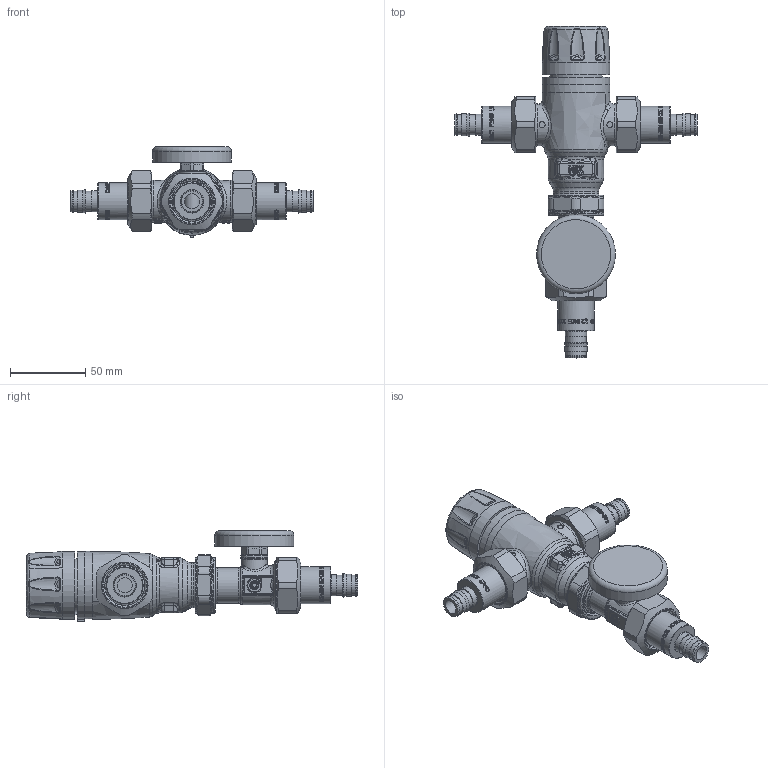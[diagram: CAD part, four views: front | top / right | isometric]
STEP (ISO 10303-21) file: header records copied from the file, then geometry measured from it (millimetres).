
FILE_DESCRIPTION(/* description */ (''),/* implementation_level */ '2;1');
FILE_NAME(/* name */ '521418A.stp',/* time_stamp */ '2025-06-12T12:42:25-05:00',/* author */ ('ischreiner'),/* organization */ (''),/* preprocessor_version */ 'ST-DEVELOPER v20',/* originating_system */ 'Autodesk Inventor 2024',/* authorisation */ '');
FILE_SCHEMA (('AUTOMOTIVE_DESIGN { 1 0 10303 214 3 1 1 }'));
Products named in the file (9): 521418A; 521101A; F61008 - 1 inch union nut; F0000698 1 inch slip nut; NA11031 Temp Gauge; F0002466 probe asm 1 inch union; F0000603 probe with 1 inch male G thread; F0002386 drywell tin plated; F0015058 PEX exp 0.5 tailpiece for check
Assembly tree (12 placements, depth 3):
  521418A
    521101A
    F61008 - 1 inch union nut  x3
    F0000698 1 inch slip nut
    NA11031 Temp Gauge
    F0002466 probe asm 1 inch union
      F0000603 probe with 1 inch male G thread
      F0002386 drywell tin plated
    F0015058 PEX exp 0.5 tailpiece for check  x3
Bounding box: 161.02 x 220.36 x 60.38 mm (x, y, z)
Volume: 272145.4 mm3; surface area: 78326.2 mm2
Topology: 11 solids, 11 shells, 3291 faces, 8249 edges, 5007 vertices
Faces by surface type: bspline 1341, plane 957, cylinder 679, sphere 106, cone 105, torus 103
Full cylindrical faces by diameter (mm): 2 x1, 4 x2, 8 x1, 9 x1, 9.017 x1, 9.906 x3, 10.008 x1, 11.176 x1, 11.227 x1, 11.43 x1, 11.5 x1, 12.954 x1, 13.284 x6, 13.5 x1, 13.6 x1, 14.097 x3, 14.605 x3, 15.24 x1, 15.875 x1, 17 x1, 18 x1, 19 x1, 20.091 x6, 20.6 x3, 20.701 x3, 21 x1, 22 x4, 23.5 x1, 24 x1, 24.384 x3
Entity records: 126425 total; most frequent: CARTESIAN_POINT 78819, ORIENTED_EDGE 10278, DIRECTION 8521, EDGE_CURVE 5139, AXIS2_PLACEMENT_3D 3376, VERTEX_POINT 3043, EDGE_LOOP 2298, FACE_OUTER_BOUND 2199
